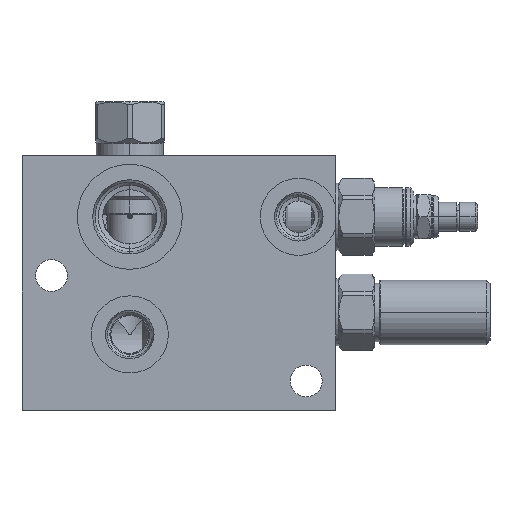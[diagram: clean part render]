
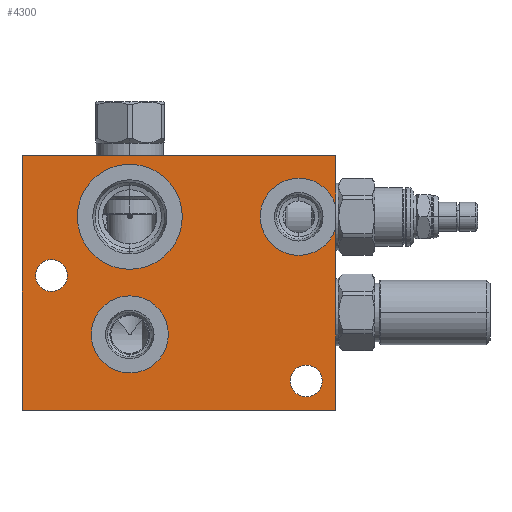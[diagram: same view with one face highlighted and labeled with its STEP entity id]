
A CAD part, front view. The second image highlights one B-rep face of the part: STEP entity #4300.
In plain terms, the highlighted planar face has unit normal (0, -1, 0).
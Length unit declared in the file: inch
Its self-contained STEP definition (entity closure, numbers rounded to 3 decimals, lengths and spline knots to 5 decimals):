
#5=DIRECTION('',(1.,0.,0.));
#6=VECTOR('',#5,4.);
#7=CARTESIAN_POINT('',(0.,-2.,0.));
#8=LINE('',#7,#6);
#83=DIRECTION('',(0.,0.,1.));
#84=VECTOR('',#83,0.63233);
#85=CARTESIAN_POINT('',(4.,-2.,2.61767));
#86=LINE('',#85,#84);
#87=DIRECTION('',(0.,0.,1.));
#88=VECTOR('',#87,2.32033);
#89=CARTESIAN_POINT('',(4.,-2.,0.));
#90=LINE('',#89,#88);
#1197=CARTESIAN_POINT('',(0.375,-2.,1.719));
#1198=DIRECTION('',(0.,1.,0.));
#1199=DIRECTION('',(0.,0.,-1.));
#1200=AXIS2_PLACEMENT_3D('',#1197,#1198,#1199);
#1202=CARTESIAN_POINT('',(0.375,-2.,1.719));
#1203=DIRECTION('',(0.,1.,0.));
#1204=DIRECTION('',(0.,0.,1.));
#1205=AXIS2_PLACEMENT_3D('',#1202,#1203,#1204);
#1207=CARTESIAN_POINT('',(3.625,-2.,0.375));
#1208=DIRECTION('',(0.,1.,0.));
#1209=DIRECTION('',(0.,0.,-1.));
#1210=AXIS2_PLACEMENT_3D('',#1207,#1208,#1209);
#1212=CARTESIAN_POINT('',(3.625,-2.,0.375));
#1213=DIRECTION('',(0.,1.,0.));
#1214=DIRECTION('',(0.,0.,1.));
#1215=AXIS2_PLACEMENT_3D('',#1212,#1213,#1214);
#1217=CARTESIAN_POINT('',(1.375,-2.,2.469));
#1218=DIRECTION('',(0.,1.,0.));
#1219=DIRECTION('',(0.,0.,-1.));
#1220=AXIS2_PLACEMENT_3D('',#1217,#1218,#1219);
#1222=CARTESIAN_POINT('',(1.375,-2.,2.469));
#1223=DIRECTION('',(0.,1.,0.));
#1224=DIRECTION('',(0.,0.,1.));
#1225=AXIS2_PLACEMENT_3D('',#1222,#1223,#1224);
#1227=DIRECTION('',(0.,0.,1.));
#1228=VECTOR('',#1227,3.25);
#1229=CARTESIAN_POINT('',(0.,-2.,0.));
#1230=LINE('',#1229,#1228);
#1231=CARTESIAN_POINT('',(1.375,-2.,0.969));
#1232=DIRECTION('',(0.,1.,0.));
#1233=DIRECTION('',(0.,0.,-1.));
#1234=AXIS2_PLACEMENT_3D('',#1231,#1232,#1233);
#1236=CARTESIAN_POINT('',(1.375,-2.,0.969));
#1237=DIRECTION('',(0.,1.,0.));
#1238=DIRECTION('',(0.,0.,1.));
#1239=AXIS2_PLACEMENT_3D('',#1236,#1237,#1238);
#1257=CARTESIAN_POINT('',(3.531,-2.,2.469));
#1258=DIRECTION('',(0.,1.,0.));
#1259=DIRECTION('',(0.953,0.,-0.302));
#1260=AXIS2_PLACEMENT_3D('',#1257,#1258,#1259);
#1279=DIRECTION('',(1.,0.,0.));
#1280=VECTOR('',#1279,4.);
#1281=CARTESIAN_POINT('',(0.,-2.,3.25));
#1282=LINE('',#1281,#1280);
#2771=CARTESIAN_POINT('',(0.,-2.,0.));
#2773=VERTEX_POINT('',#2771);
#2774=CARTESIAN_POINT('',(4.,-2.,0.));
#2775=VERTEX_POINT('',#2774);
#2779=CARTESIAN_POINT('',(0.,-2.,3.25));
#2781=VERTEX_POINT('',#2779);
#2782=CARTESIAN_POINT('',(4.,-2.,3.25));
#2783=VERTEX_POINT('',#2782);
#2905=CARTESIAN_POINT('',(0.375,-2.,1.516));
#2906=CARTESIAN_POINT('',(0.375,-2.,1.922));
#2907=VERTEX_POINT('',#2905);
#2908=VERTEX_POINT('',#2906);
#2913=CARTESIAN_POINT('',(3.625,-2.,0.172));
#2914=CARTESIAN_POINT('',(3.625,-2.,0.578));
#2915=VERTEX_POINT('',#2913);
#2916=VERTEX_POINT('',#2914);
#2921=CARTESIAN_POINT('',(1.375,-2.,1.7995));
#2923=VERTEX_POINT('',#2921);
#2925=CARTESIAN_POINT('',(1.375,-2.,3.1385));
#2927=VERTEX_POINT('',#2925);
#2975=CARTESIAN_POINT('',(4.,-2.,2.61767));
#2976=VERTEX_POINT('',#2975);
#2977=CARTESIAN_POINT('',(4.,-2.,2.32033));
#2978=VERTEX_POINT('',#2977);
#2983=CARTESIAN_POINT('',(1.375,-2.,0.477));
#2985=VERTEX_POINT('',#2983);
#2987=CARTESIAN_POINT('',(1.375,-2.,1.461));
#2989=VERTEX_POINT('',#2987);
#4263=CARTESIAN_POINT('',(0.,-2.,0.));
#4264=DIRECTION('',(0.,-1.,0.));
#4265=DIRECTION('',(1.,0.,0.));
#4266=AXIS2_PLACEMENT_3D('',#4263,#4264,#4265);
#4267=PLANE('',#4266);
#4269=ORIENTED_EDGE('',*,*,#4268,.F.);
#4270=ORIENTED_EDGE('',*,*,#3260,.F.);
#4271=ORIENTED_EDGE('',*,*,#3177,.F.);
#4272=ORIENTED_EDGE('',*,*,#3202,.T.);
#4274=ORIENTED_EDGE('',*,*,#4273,.T.);
#4275=ORIENTED_EDGE('',*,*,#3254,.F.);
#4276=EDGE_LOOP('',(#4269,#4270,#4271,#4272,#4274,#4275));
#4277=FACE_OUTER_BOUND('',#4276,.F.);
#4279=ORIENTED_EDGE('',*,*,#4278,.F.);
#4281=ORIENTED_EDGE('',*,*,#4280,.F.);
#4282=EDGE_LOOP('',(#4279,#4281));
#4283=FACE_BOUND('',#4282,.F.);
#4284=ORIENTED_EDGE('',*,*,#4256,.F.);
#4285=ORIENTED_EDGE('',*,*,#4245,.F.);
#4286=EDGE_LOOP('',(#4284,#4285));
#4287=FACE_BOUND('',#4286,.F.);
#4289=ORIENTED_EDGE('',*,*,#4288,.F.);
#4291=ORIENTED_EDGE('',*,*,#4290,.F.);
#4292=EDGE_LOOP('',(#4289,#4291));
#4293=FACE_BOUND('',#4292,.F.);
#4295=ORIENTED_EDGE('',*,*,#4294,.F.);
#4297=ORIENTED_EDGE('',*,*,#4296,.F.);
#4298=EDGE_LOOP('',(#4295,#4297));
#4299=FACE_BOUND('',#4298,.F.);
#4300=ADVANCED_FACE('',(#4277,#4283,#4287,#4293,#4299),#4267,.T.);
#1201=CIRCLE('',#1200,0.203);
#1206=CIRCLE('',#1205,0.203);
#1211=CIRCLE('',#1210,0.203);
#1216=CIRCLE('',#1215,0.203);
#1221=CIRCLE('',#1220,0.6695);
#1226=CIRCLE('',#1225,0.6695);
#1235=CIRCLE('',#1234,0.492);
#1240=CIRCLE('',#1239,0.492);
#1261=CIRCLE('',#1260,0.492);
#3177=EDGE_CURVE('',#2773,#2775,#8,.T.);
#3202=EDGE_CURVE('',#2773,#2781,#1230,.T.);
#3254=EDGE_CURVE('',#2976,#2783,#86,.T.);
#3260=EDGE_CURVE('',#2775,#2978,#90,.T.);
#4245=EDGE_CURVE('',#2927,#2923,#1226,.T.);
#4256=EDGE_CURVE('',#2923,#2927,#1221,.T.);
#4268=EDGE_CURVE('',#2978,#2976,#1261,.T.);
#4273=EDGE_CURVE('',#2781,#2783,#1282,.T.);
#4278=EDGE_CURVE('',#2915,#2916,#1211,.T.);
#4280=EDGE_CURVE('',#2916,#2915,#1216,.T.);
#4288=EDGE_CURVE('',#2907,#2908,#1201,.T.);
#4290=EDGE_CURVE('',#2908,#2907,#1206,.T.);
#4294=EDGE_CURVE('',#2985,#2989,#1235,.T.);
#4296=EDGE_CURVE('',#2989,#2985,#1240,.T.);
